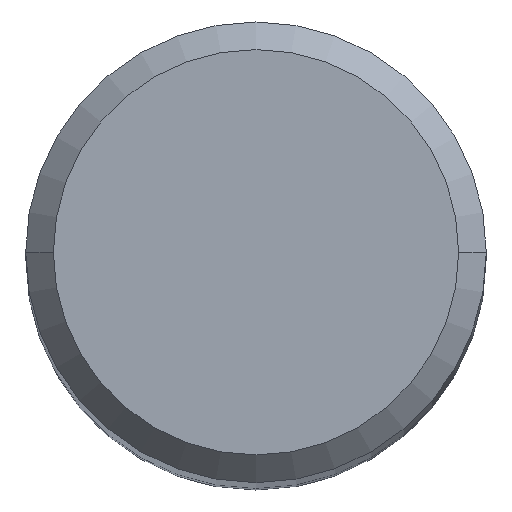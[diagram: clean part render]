
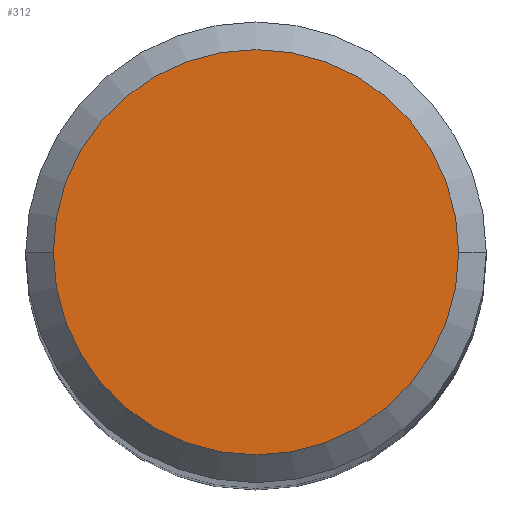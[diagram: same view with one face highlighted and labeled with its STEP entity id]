
A CAD part, top view. The second image highlights one B-rep face of the part: STEP entity #312.
In plain terms, the highlighted planar face has unit normal (0, 0, 1).
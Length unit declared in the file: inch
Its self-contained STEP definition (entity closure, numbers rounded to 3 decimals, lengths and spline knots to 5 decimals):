
#8 = EDGE_CURVE ( 'NONE', #164, #46, #287, .T. ) ;
#30 = CARTESIAN_POINT ( 'NONE',  ( 0., 0., 2.5 ) ) ;
#34 = CARTESIAN_POINT ( 'NONE',  ( -0.11, 0., 2.5 ) ) ;
#36 = CARTESIAN_POINT ( 'NONE',  ( 0., 0., 2.5 ) ) ;
#41 = CARTESIAN_POINT ( 'NONE',  ( 0.11, 0., 2.5 ) ) ;
#46 = VERTEX_POINT ( 'NONE', #41 ) ;
#47 = FACE_OUTER_BOUND ( 'NONE', #318, .T. ) ;
#55 = AXIS2_PLACEMENT_3D ( 'NONE', #314, #317, #141 ) ;
#57 = DIRECTION ( 'NONE',  ( 0., 0., 1. ) ) ;
#74 = EDGE_CURVE ( 'NONE', #46, #164, #82, .T. ) ;
#82 = CIRCLE ( 'NONE', #246, 0.11 ) ;
#97 = ORIENTED_EDGE ( 'NONE', *, *, #74, .T. ) ;
#102 = DIRECTION ( 'NONE',  ( 0., 0., 1. ) ) ;
#128 = DIRECTION ( 'NONE',  ( 1., 0., 0. ) ) ;
#141 = DIRECTION ( 'NONE',  ( 1., 0., 0. ) ) ;
#164 = VERTEX_POINT ( 'NONE', #34 ) ;
#208 = ORIENTED_EDGE ( 'NONE', *, *, #8, .T. ) ;
#235 = AXIS2_PLACEMENT_3D ( 'NONE', #30, #102, #128 ) ;
#239 = DIRECTION ( 'NONE',  ( 1., 0., 0. ) ) ;
#246 = AXIS2_PLACEMENT_3D ( 'NONE', #36, #57, #239 ) ;
#251 = PLANE ( 'NONE',  #235 ) ;
#287 = CIRCLE ( 'NONE', #55, 0.11 ) ;
#312 = ADVANCED_FACE ( 'NONE', ( #47 ), #251, .T. ) ;
#314 = CARTESIAN_POINT ( 'NONE',  ( 0., 0., 2.5 ) ) ;
#317 = DIRECTION ( 'NONE',  ( 0., 0., 1. ) ) ;
#318 = EDGE_LOOP ( 'NONE', ( #208, #97 ) ) ;
